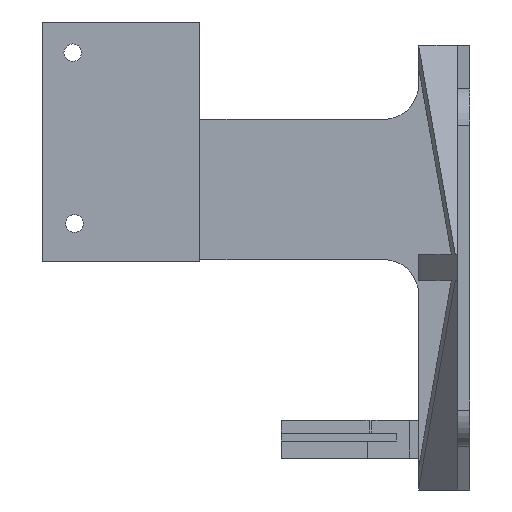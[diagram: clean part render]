
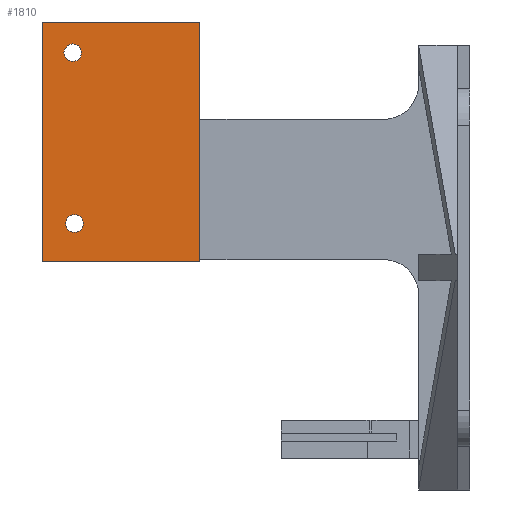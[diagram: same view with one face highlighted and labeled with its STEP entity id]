
A CAD part, front view. The second image highlights one B-rep face of the part: STEP entity #1810.
In plain terms, the highlighted planar face has unit normal (0, -1, 0).
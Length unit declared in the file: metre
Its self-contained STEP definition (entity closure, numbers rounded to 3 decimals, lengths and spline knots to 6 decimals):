
#93=CIRCLE('',#1956,0.002);
#95=CIRCLE('',#1960,0.002);
#440=ORIENTED_EDGE('',*,*,#804,.T.);
#441=ORIENTED_EDGE('',*,*,#816,.T.);
#442=ORIENTED_EDGE('',*,*,#811,.T.);
#443=ORIENTED_EDGE('',*,*,#808,.F.);
#444=ORIENTED_EDGE('',*,*,#815,.T.);
#445=ORIENTED_EDGE('',*,*,#819,.T.);
#804=EDGE_CURVE('',#1003,#1004,#1194,.T.);
#808=EDGE_CURVE('',#1003,#1007,#1198,.T.);
#811=EDGE_CURVE('',#1009,#1007,#1201,.T.);
#815=EDGE_CURVE('',#1012,#1012,#93,.T.);
#816=EDGE_CURVE('',#1004,#1009,#1204,.T.);
#819=EDGE_CURVE('',#1014,#1014,#95,.T.);
#1003=VERTEX_POINT('',#2917);
#1004=VERTEX_POINT('',#2918);
#1007=VERTEX_POINT('',#2926);
#1009=VERTEX_POINT('',#2932);
#1012=VERTEX_POINT('',#2940);
#1014=VERTEX_POINT('',#2948);
#1194=LINE('',#2916,#1380);
#1198=LINE('',#2925,#1384);
#1201=LINE('',#2931,#1387);
#1204=LINE('',#2942,#1390);
#1380=VECTOR('',#2354,1.);
#1384=VECTOR('',#2360,1.);
#1387=VECTOR('',#2365,1.);
#1390=VECTOR('',#2376,1.);
#1487=EDGE_LOOP('',(#440,#441,#442,#443));
#1488=EDGE_LOOP('',(#444));
#1489=EDGE_LOOP('',(#445));
#1623=FACE_BOUND('',#1487,.T.);
#1624=FACE_BOUND('',#1488,.T.);
#1625=FACE_BOUND('',#1489,.T.);
#1734=PLANE('',#1962);
#1810=ADVANCED_FACE('',(#1623,#1624,#1625),#1734,.T.);
#1956=AXIS2_PLACEMENT_3D('',#2939,#2372,#2373);
#1960=AXIS2_PLACEMENT_3D('',#2947,#2382,#2383);
#1962=AXIS2_PLACEMENT_3D('',#2955,#2389,#2390);
#2354=DIRECTION('',(0.,0.,-1.));
#2360=DIRECTION('',(1.,0.,0.));
#2365=DIRECTION('',(0.,0.,1.));
#2372=DIRECTION('',(0.,1.,0.));
#2373=DIRECTION('',(-1.,0.,0.));
#2376=DIRECTION('',(1.,0.,0.));
#2382=DIRECTION('',(0.,1.,0.));
#2383=DIRECTION('',(-1.,0.,0.));
#2389=DIRECTION('',(0.,-1.,0.));
#2390=DIRECTION('',(0.,0.,1.));
#2916=CARTESIAN_POINT('',(0.182141,-0.09155,0.068151));
#2917=CARTESIAN_POINT('',(0.182141,-0.09155,0.095529));
#2918=CARTESIAN_POINT('',(0.182141,-0.09155,0.040773));
#2925=CARTESIAN_POINT('',(0.135643,-0.09155,0.095529));
#2926=CARTESIAN_POINT('',(0.218133,-0.09155,0.095529));
#2931=CARTESIAN_POINT('',(0.218133,-0.09155,0.053649));
#2932=CARTESIAN_POINT('',(0.218133,-0.09155,0.040773));
#2939=CARTESIAN_POINT('',(0.189519,-0.09155,0.049525));
#2940=CARTESIAN_POINT('',(0.187519,-0.09155,0.049525));
#2942=CARTESIAN_POINT('',(0.135643,-0.09155,0.040773));
#2947=CARTESIAN_POINT('',(0.189119,-0.09155,0.088525));
#2948=CARTESIAN_POINT('',(0.187119,-0.09155,0.088525));
#2955=CARTESIAN_POINT('',(0.195896,-0.09155,0.073309));
